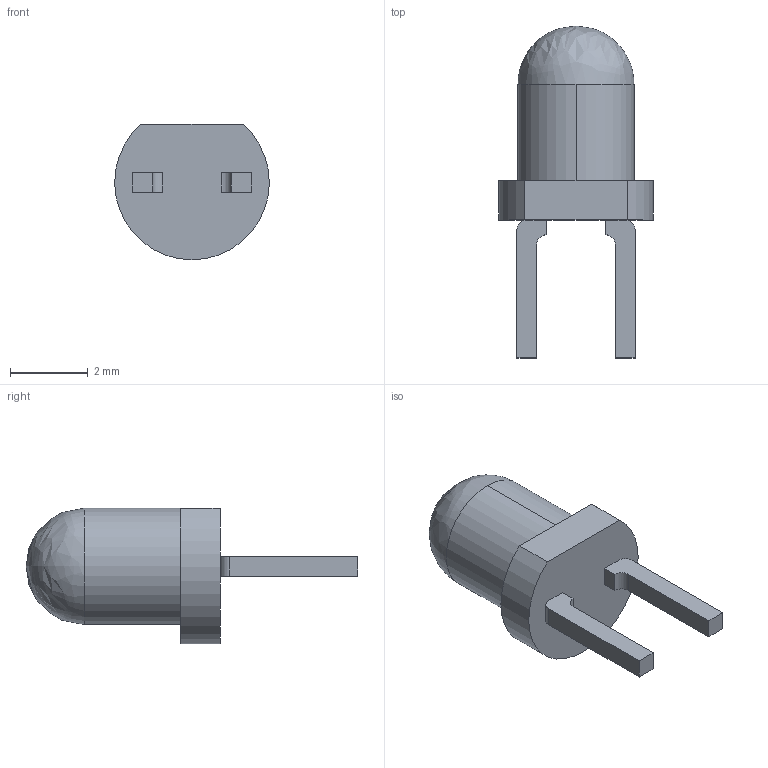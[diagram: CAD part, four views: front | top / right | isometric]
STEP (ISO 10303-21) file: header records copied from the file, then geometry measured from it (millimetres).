
FILE_DESCRIPTION (( 'STEP AP214' ), '1' );
FILE_NAME ('LED (Red).STEP', '2018-04-04T18:51:35', ( '' ), ( '' ), 'SwSTEP 2.0', 'SolidWorks 2016', '' );
FILE_SCHEMA (( 'AUTOMOTIVE_DESIGN' ));
Length unit declared in the file: inch
Products named in the file (1): LED (Red)
Bounding box: 3.99 x 8.56 x 3.49 mm (x, y, z)
Volume: 38.3 mm3; surface area: 81.3 mm2
Topology: 1 solids, 1 shells, 24 faces, 62 edges, 40 vertices
Faces by surface type: plane 15, cylinder 8, bspline 1
Entity records: 872 total; most frequent: CARTESIAN_POINT 139, DIRECTION 125, ORIENTED_EDGE 118, EDGE_CURVE 59, AXIS2_PLACEMENT_3D 42, LINE 41, VECTOR 41, VERTEX_POINT 40
